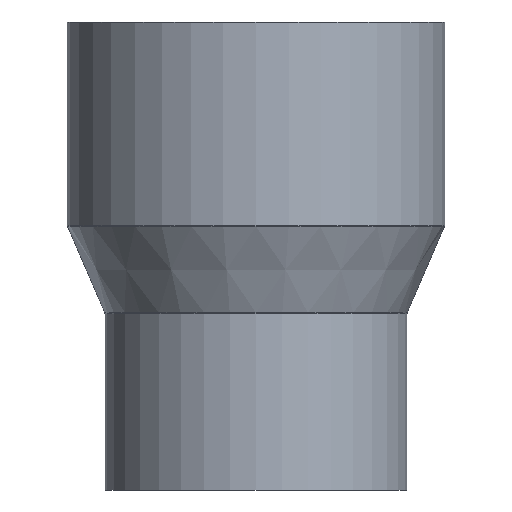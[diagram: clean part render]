
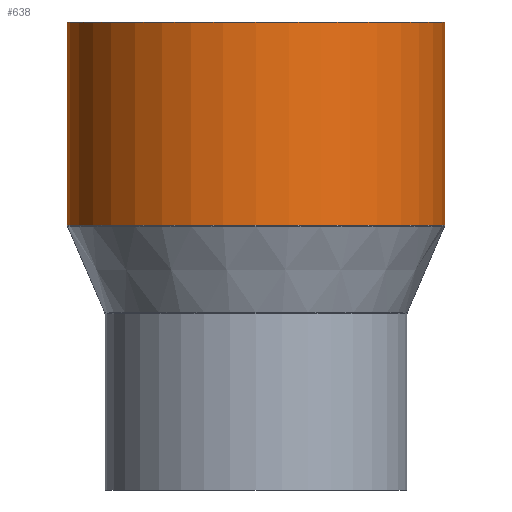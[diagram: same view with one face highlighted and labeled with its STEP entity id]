
A CAD part, front view. The second image highlights one B-rep face of the part: STEP entity #638.
In plain terms, the highlighted cylindrical face has radius 125 mm (diameter 250 mm), a partial arc.
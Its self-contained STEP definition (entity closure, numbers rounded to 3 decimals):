
#13 = VERTEX_POINT ( 'NONE', #344 ) ;
#29 = CARTESIAN_POINT ( 'NONE',  ( 0., 0., 160.636 ) ) ;
#35 = DIRECTION ( 'NONE',  ( 0., 0., -1. ) ) ;
#46 = CARTESIAN_POINT ( 'NONE',  ( -125., 0., -16.533 ) ) ;
#90 = VERTEX_POINT ( 'NONE', #159 ) ;
#92 = CYLINDRICAL_SURFACE ( 'NONE', #374, 125. ) ;
#103 = VECTOR ( 'NONE', #233, 1000. ) ;
#126 = ORIENTED_EDGE ( 'NONE', *, *, #305, .T. ) ;
#127 = CIRCLE ( 'NONE', #587, 125. ) ;
#136 = DIRECTION ( 'NONE',  ( -1., 0., 0. ) ) ;
#159 = CARTESIAN_POINT ( 'NONE',  ( -125., 0., 160.636 ) ) ;
#173 = LINE ( 'NONE', #573, #103 ) ;
#198 = CARTESIAN_POINT ( 'NONE',  ( 0., 0., 26.049 ) ) ;
#203 = CARTESIAN_POINT ( 'NONE',  ( 125., 0., 26.049 ) ) ;
#211 = EDGE_CURVE ( 'NONE', #325, #544, #173, .T. ) ;
#233 = DIRECTION ( 'NONE',  ( 0., 0., -1. ) ) ;
#251 = DIRECTION ( 'NONE',  ( 0., 0., -1. ) ) ;
#300 = DIRECTION ( 'NONE',  ( -1., 0., 0. ) ) ;
#305 = EDGE_CURVE ( 'NONE', #325, #90, #127, .T. ) ;
#316 = CIRCLE ( 'NONE', #507, 125. ) ;
#325 = VERTEX_POINT ( 'NONE', #500 ) ;
#327 = DIRECTION ( 'NONE',  ( -1., 0., 0. ) ) ;
#344 = CARTESIAN_POINT ( 'NONE',  ( -125., 0., 26.049 ) ) ;
#356 = ORIENTED_EDGE ( 'NONE', *, *, #211, .F. ) ;
#358 = LINE ( 'NONE', #46, #556 ) ;
#374 = AXIS2_PLACEMENT_3D ( 'NONE', #504, #600, #327 ) ;
#378 = EDGE_CURVE ( 'NONE', #544, #13, #316, .T. ) ;
#471 = FACE_OUTER_BOUND ( 'NONE', #585, .T. ) ;
#495 = EDGE_CURVE ( 'NONE', #90, #13, #358, .T. ) ;
#500 = CARTESIAN_POINT ( 'NONE',  ( 125., 0., 160.636 ) ) ;
#504 = CARTESIAN_POINT ( 'NONE',  ( 0., 0., -16.533 ) ) ;
#507 = AXIS2_PLACEMENT_3D ( 'NONE', #198, #645, #300 ) ;
#534 = ORIENTED_EDGE ( 'NONE', *, *, #378, .F. ) ;
#544 = VERTEX_POINT ( 'NONE', #203 ) ;
#556 = VECTOR ( 'NONE', #251, 1000. ) ;
#573 = CARTESIAN_POINT ( 'NONE',  ( 125., 0., -16.533 ) ) ;
#583 = ORIENTED_EDGE ( 'NONE', *, *, #495, .T. ) ;
#585 = EDGE_LOOP ( 'NONE', ( #356, #126, #583, #534 ) ) ;
#587 = AXIS2_PLACEMENT_3D ( 'NONE', #29, #35, #136 ) ;
#600 = DIRECTION ( 'NONE',  ( 0., 0., -1. ) ) ;
#638 = ADVANCED_FACE ( 'NONE', ( #471 ), #92, .T. ) ;
#645 = DIRECTION ( 'NONE',  ( 0., 0., -1. ) ) ;
